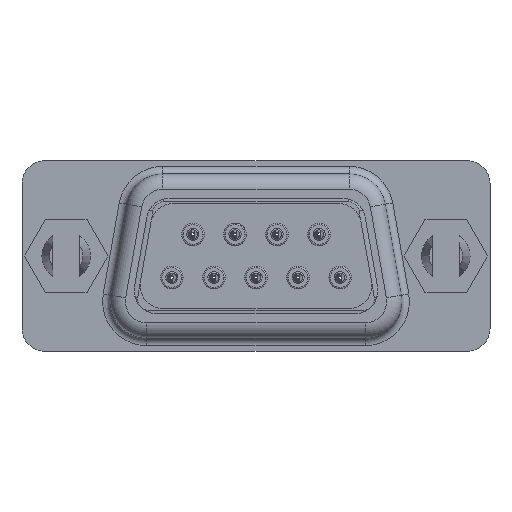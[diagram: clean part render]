
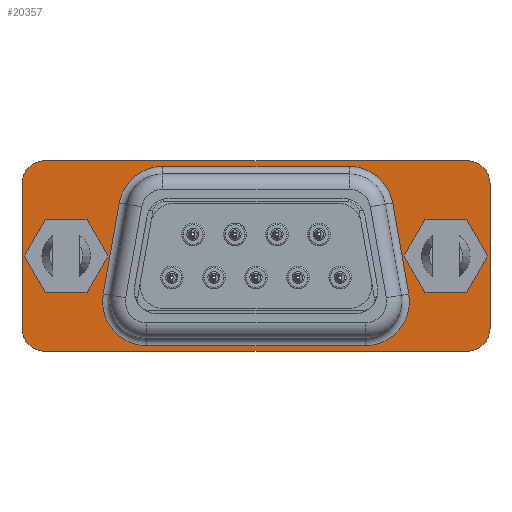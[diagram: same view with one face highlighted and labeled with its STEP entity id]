
A CAD part, front view. The second image highlights one B-rep face of the part: STEP entity #20357.
In plain terms, the highlighted planar face has unit normal (0, -1, 0).
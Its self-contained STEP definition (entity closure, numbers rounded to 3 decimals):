
#1352=CARTESIAN_POINT('',(-13.905,-0.8,-4.775));
#1353=DIRECTION('',(0.,-1.,0.));
#1354=DIRECTION('',(-1.,0.,0.));
#1355=AXIS2_PLACEMENT_3D('',#1352,#1353,#1354);
#1357=CARTESIAN_POINT('',(-13.905,-0.8,4.775));
#1358=DIRECTION('',(0.,-1.,0.));
#1359=DIRECTION('',(0.,0.,1.));
#1360=AXIS2_PLACEMENT_3D('',#1357,#1358,#1359);
#1362=CARTESIAN_POINT('',(13.905,-0.8,4.775));
#1363=DIRECTION('',(0.,-1.,0.));
#1364=DIRECTION('',(1.,0.,0.));
#1365=AXIS2_PLACEMENT_3D('',#1362,#1363,#1364);
#1367=CARTESIAN_POINT('',(13.905,-0.8,-4.775));
#1368=DIRECTION('',(0.,-1.,0.));
#1369=DIRECTION('',(0.,0.,-1.));
#1370=AXIS2_PLACEMENT_3D('',#1367,#1368,#1369);
#1372=DIRECTION('',(0.174,0.,0.985));
#1373=VECTOR('',#1372,6.093);
#1374=CARTESIAN_POINT('',(-10.056,-0.8,
-2.496));
#1375=LINE('',#1374,#1373);
#1376=CARTESIAN_POINT('',(-7.2,-0.8,-3.));
#1377=DIRECTION('',(0.,1.,0.));
#1378=DIRECTION('',(0.,0.,-1.));
#1379=AXIS2_PLACEMENT_3D('',#1376,#1377,#1378);
#1381=CARTESIAN_POINT('',(7.2,-0.8,-3.));
#1382=DIRECTION('',(0.,1.,0.));
#1383=DIRECTION('',(0.985,0.,0.174));
#1384=AXIS2_PLACEMENT_3D('',#1381,#1382,#1383);
#1386=DIRECTION('',(0.174,0.,-0.985));
#1387=VECTOR('',#1386,6.093);
#1388=CARTESIAN_POINT('',(8.998,-0.8,3.504));
#1389=LINE('',#1388,#1387);
#1390=CARTESIAN_POINT('',(6.142,-0.8,3.));
#1391=DIRECTION('',(0.,1.,0.));
#1392=DIRECTION('',(0.,0.,1.));
#1393=AXIS2_PLACEMENT_3D('',#1390,#1391,#1392);
#1395=CARTESIAN_POINT('',(-6.142,-0.8,3.));
#1396=DIRECTION('',(0.,1.,0.));
#1397=DIRECTION('',(-0.985,0.,0.174));
#1398=AXIS2_PLACEMENT_3D('',#1395,#1396,#1397);
#1400=DIRECTION('',(0.5,0.,0.866));
#1401=VECTOR('',#1400,2.742);
#1402=CARTESIAN_POINT('',(-11.124,-0.8,-2.375));
#1403=LINE('',#1402,#1401);
#1404=DIRECTION('',(-0.5,0.,0.866));
#1405=VECTOR('',#1404,2.742);
#1406=CARTESIAN_POINT('',(-9.753,-0.8,0.));
#1407=LINE('',#1406,#1405);
#1408=DIRECTION('',(-1.,0.,0.));
#1409=VECTOR('',#1408,2.742);
#1410=CARTESIAN_POINT('',(-11.124,-0.8,2.375));
#1411=LINE('',#1410,#1409);
#1412=DIRECTION('',(-0.5,0.,-0.866));
#1413=VECTOR('',#1412,2.742);
#1414=CARTESIAN_POINT('',(-13.866,-0.8,2.375));
#1415=LINE('',#1414,#1413);
#1416=DIRECTION('',(0.5,0.,-0.866));
#1417=VECTOR('',#1416,2.742);
#1418=CARTESIAN_POINT('',(-15.237,-0.8,0.));
#1419=LINE('',#1418,#1417);
#1420=DIRECTION('',(1.,0.,0.));
#1421=VECTOR('',#1420,2.742);
#1422=CARTESIAN_POINT('',(-13.866,-0.8,-2.375));
#1423=LINE('',#1422,#1421);
#1424=DIRECTION('',(0.5,0.,0.866));
#1425=VECTOR('',#1424,2.742);
#1426=CARTESIAN_POINT('',(13.866,-0.8,-2.375));
#1427=LINE('',#1426,#1425);
#1428=DIRECTION('',(-0.5,0.,0.866));
#1429=VECTOR('',#1428,2.742);
#1430=CARTESIAN_POINT('',(15.237,-0.8,0.));
#1431=LINE('',#1430,#1429);
#1432=DIRECTION('',(-1.,0.,0.));
#1433=VECTOR('',#1432,2.742);
#1434=CARTESIAN_POINT('',(13.866,-0.8,2.375));
#1435=LINE('',#1434,#1433);
#1436=DIRECTION('',(-0.5,0.,-0.866));
#1437=VECTOR('',#1436,2.742);
#1438=CARTESIAN_POINT('',(11.124,-0.8,2.375));
#1439=LINE('',#1438,#1437);
#1440=DIRECTION('',(0.5,0.,-0.866));
#1441=VECTOR('',#1440,2.742);
#1442=CARTESIAN_POINT('',(9.753,-0.8,0.));
#1443=LINE('',#1442,#1441);
#1444=DIRECTION('',(1.,0.,0.));
#1445=VECTOR('',#1444,2.742);
#1446=CARTESIAN_POINT('',(11.124,-0.8,-2.375));
#1447=LINE('',#1446,#1445);
#1452=DIRECTION('',(0.,0.,1.));
#1453=VECTOR('',#1452,9.55);
#1454=CARTESIAN_POINT('',(-15.405,-0.8,-4.775));
#1455=LINE('',#1454,#1453);
#1472=DIRECTION('',(1.,0.,0.));
#1473=VECTOR('',#1472,27.81);
#1474=CARTESIAN_POINT('',(-13.905,-0.8,6.275));
#1475=LINE('',#1474,#1473);
#1488=DIRECTION('',(0.,0.,-1.));
#1489=VECTOR('',#1488,9.55);
#1490=CARTESIAN_POINT('',(15.405,-0.8,4.775));
#1491=LINE('',#1490,#1489);
#1504=DIRECTION('',(-1.,0.,0.));
#1505=VECTOR('',#1504,27.81);
#1506=CARTESIAN_POINT('',(13.905,-0.8,-6.275));
#1507=LINE('',#1506,#1505);
#14903=DIRECTION('',(-1.,0.,0.));
#14904=VECTOR('',#14903,12.284);
#14905=CARTESIAN_POINT('',(6.142,-0.8,5.9));
#14906=LINE('',#14905,#14904);
#14931=DIRECTION('',(1.,0.,0.));
#14932=VECTOR('',#14931,14.4);
#14933=CARTESIAN_POINT('',(-7.2,-0.8,
-5.9));
#14934=LINE('',#14933,#14932);
#17764=CARTESIAN_POINT('',(-15.405,-0.8,-4.775));
#17765=CARTESIAN_POINT('',(-13.905,-0.8,-6.275));
#17766=VERTEX_POINT('',#17764);
#17767=VERTEX_POINT('',#17765);
#17768=CARTESIAN_POINT('',(-15.405,-0.8,4.775));
#17769=VERTEX_POINT('',#17768);
#17770=CARTESIAN_POINT('',(-13.905,-0.8,6.275));
#17771=VERTEX_POINT('',#17770);
#17772=CARTESIAN_POINT('',(13.905,-0.8,6.275));
#17773=VERTEX_POINT('',#17772);
#17774=CARTESIAN_POINT('',(15.405,-0.8,4.775));
#17775=VERTEX_POINT('',#17774);
#17776=CARTESIAN_POINT('',(15.405,-0.8,-4.775));
#17777=VERTEX_POINT('',#17776);
#17778=CARTESIAN_POINT('',(13.905,-0.8,-6.275));
#17779=VERTEX_POINT('',#17778);
#17780=CARTESIAN_POINT('',(-10.056,-0.8,
-2.496));
#17781=CARTESIAN_POINT('',(-8.998,-0.8,3.504));
#17782=VERTEX_POINT('',#17780);
#17783=VERTEX_POINT('',#17781);
#17784=CARTESIAN_POINT('',(-7.2,-0.8,
-5.9));
#17785=VERTEX_POINT('',#17784);
#17786=CARTESIAN_POINT('',(7.2,-0.8,-5.9));
#17787=VERTEX_POINT('',#17786);
#17788=CARTESIAN_POINT('',(10.056,-0.8,
-2.496));
#17789=VERTEX_POINT('',#17788);
#17790=CARTESIAN_POINT('',(8.998,-0.8,3.504));
#17791=VERTEX_POINT('',#17790);
#17792=CARTESIAN_POINT('',(6.142,-0.8,5.9));
#17793=VERTEX_POINT('',#17792);
#17794=CARTESIAN_POINT('',(-6.142,-0.8,5.9));
#17795=VERTEX_POINT('',#17794);
#18477=CARTESIAN_POINT('',(-11.124,-0.8,-2.375));
#18478=CARTESIAN_POINT('',(-9.753,-0.8,0.));
#18479=VERTEX_POINT('',#18477);
#18480=VERTEX_POINT('',#18478);
#18481=CARTESIAN_POINT('',(-11.124,-0.8,2.375));
#18482=VERTEX_POINT('',#18481);
#18483=CARTESIAN_POINT('',(-13.866,-0.8,2.375));
#18484=VERTEX_POINT('',#18483);
#18485=CARTESIAN_POINT('',(-15.237,-0.8,0.));
#18486=VERTEX_POINT('',#18485);
#18487=CARTESIAN_POINT('',(-13.866,-0.8,-2.375));
#18488=VERTEX_POINT('',#18487);
#18489=CARTESIAN_POINT('',(13.866,-0.8,-2.375));
#18490=CARTESIAN_POINT('',(15.237,-0.8,0.));
#18491=VERTEX_POINT('',#18489);
#18492=VERTEX_POINT('',#18490);
#18493=CARTESIAN_POINT('',(13.866,-0.8,2.375));
#18494=VERTEX_POINT('',#18493);
#18495=CARTESIAN_POINT('',(11.124,-0.8,2.375));
#18496=VERTEX_POINT('',#18495);
#18497=CARTESIAN_POINT('',(9.753,-0.8,0.));
#18498=VERTEX_POINT('',#18497);
#18499=CARTESIAN_POINT('',(11.124,-0.8,-2.375));
#18500=VERTEX_POINT('',#18499);
#20289=CARTESIAN_POINT('',(0.,-0.8,0.));
#20290=DIRECTION('',(0.,1.,0.));
#20291=DIRECTION('',(-1.,0.,0.));
#20292=AXIS2_PLACEMENT_3D('',#20289,#20290,#20291);
#20293=PLANE('',#20292);
#20295=ORIENTED_EDGE('',*,*,#20294,.F.);
#20297=ORIENTED_EDGE('',*,*,#20296,.T.);
#20299=ORIENTED_EDGE('',*,*,#20298,.F.);
#20301=ORIENTED_EDGE('',*,*,#20300,.T.);
#20303=ORIENTED_EDGE('',*,*,#20302,.F.);
#20305=ORIENTED_EDGE('',*,*,#20304,.T.);
#20307=ORIENTED_EDGE('',*,*,#20306,.F.);
#20309=ORIENTED_EDGE('',*,*,#20308,.T.);
#20310=EDGE_LOOP('',(#20295,#20297,#20299,#20301,#20303,#20305,#20307,#20309));
#20311=FACE_OUTER_BOUND('',#20310,.F.);
#20313=ORIENTED_EDGE('',*,*,#20312,.F.);
#20315=ORIENTED_EDGE('',*,*,#20314,.F.);
#20317=ORIENTED_EDGE('',*,*,#20316,.T.);
#20319=ORIENTED_EDGE('',*,*,#20318,.F.);
#20321=ORIENTED_EDGE('',*,*,#20320,.F.);
#20322=ORIENTED_EDGE('',*,*,#20279,.F.);
#20324=ORIENTED_EDGE('',*,*,#20323,.T.);
#20326=ORIENTED_EDGE('',*,*,#20325,.F.);
#20327=EDGE_LOOP('',(#20313,#20315,#20317,#20319,#20321,#20322,#20324,#20326));
#20328=FACE_BOUND('',#20327,.F.);
#20330=ORIENTED_EDGE('',*,*,#20329,.T.);
#20332=ORIENTED_EDGE('',*,*,#20331,.T.);
#20334=ORIENTED_EDGE('',*,*,#20333,.T.);
#20336=ORIENTED_EDGE('',*,*,#20335,.T.);
#20338=ORIENTED_EDGE('',*,*,#20337,.T.);
#20340=ORIENTED_EDGE('',*,*,#20339,.T.);
#20341=EDGE_LOOP('',(#20330,#20332,#20334,#20336,#20338,#20340));
#20342=FACE_BOUND('',#20341,.F.);
#20344=ORIENTED_EDGE('',*,*,#20343,.T.);
#20346=ORIENTED_EDGE('',*,*,#20345,.T.);
#20348=ORIENTED_EDGE('',*,*,#20347,.T.);
#20350=ORIENTED_EDGE('',*,*,#20349,.T.);
#20352=ORIENTED_EDGE('',*,*,#20351,.T.);
#20354=ORIENTED_EDGE('',*,*,#20353,.T.);
#20355=EDGE_LOOP('',(#20344,#20346,#20348,#20350,#20352,#20354));
#20356=FACE_BOUND('',#20355,.F.);
#20357=ADVANCED_FACE('',(#20311,#20328,#20342,#20356),#20293,.F.);
#1356=CIRCLE('',#1355,1.5);
#1361=CIRCLE('',#1360,1.5);
#1366=CIRCLE('',#1365,1.5);
#1371=CIRCLE('',#1370,1.5);
#1380=CIRCLE('',#1379,2.9);
#1385=CIRCLE('',#1384,2.9);
#1394=CIRCLE('',#1393,2.9);
#1399=CIRCLE('',#1398,2.9);
#20279=EDGE_CURVE('',#17793,#17791,#1394,.T.);
#20294=EDGE_CURVE('',#17766,#17767,#1356,.T.);
#20296=EDGE_CURVE('',#17766,#17769,#1455,.T.);
#20298=EDGE_CURVE('',#17771,#17769,#1361,.T.);
#20300=EDGE_CURVE('',#17771,#17773,#1475,.T.);
#20302=EDGE_CURVE('',#17775,#17773,#1366,.T.);
#20304=EDGE_CURVE('',#17775,#17777,#1491,.T.);
#20306=EDGE_CURVE('',#17779,#17777,#1371,.T.);
#20308=EDGE_CURVE('',#17779,#17767,#1507,.T.);
#20312=EDGE_CURVE('',#17782,#17783,#1375,.T.);
#20314=EDGE_CURVE('',#17785,#17782,#1380,.T.);
#20316=EDGE_CURVE('',#17785,#17787,#14934,.T.);
#20318=EDGE_CURVE('',#17789,#17787,#1385,.T.);
#20320=EDGE_CURVE('',#17791,#17789,#1389,.T.);
#20323=EDGE_CURVE('',#17793,#17795,#14906,.T.);
#20325=EDGE_CURVE('',#17783,#17795,#1399,.T.);
#20329=EDGE_CURVE('',#18479,#18480,#1403,.T.);
#20331=EDGE_CURVE('',#18480,#18482,#1407,.T.);
#20333=EDGE_CURVE('',#18482,#18484,#1411,.T.);
#20335=EDGE_CURVE('',#18484,#18486,#1415,.T.);
#20337=EDGE_CURVE('',#18486,#18488,#1419,.T.);
#20339=EDGE_CURVE('',#18488,#18479,#1423,.T.);
#20343=EDGE_CURVE('',#18491,#18492,#1427,.T.);
#20345=EDGE_CURVE('',#18492,#18494,#1431,.T.);
#20347=EDGE_CURVE('',#18494,#18496,#1435,.T.);
#20349=EDGE_CURVE('',#18496,#18498,#1439,.T.);
#20351=EDGE_CURVE('',#18498,#18500,#1443,.T.);
#20353=EDGE_CURVE('',#18500,#18491,#1447,.T.);
